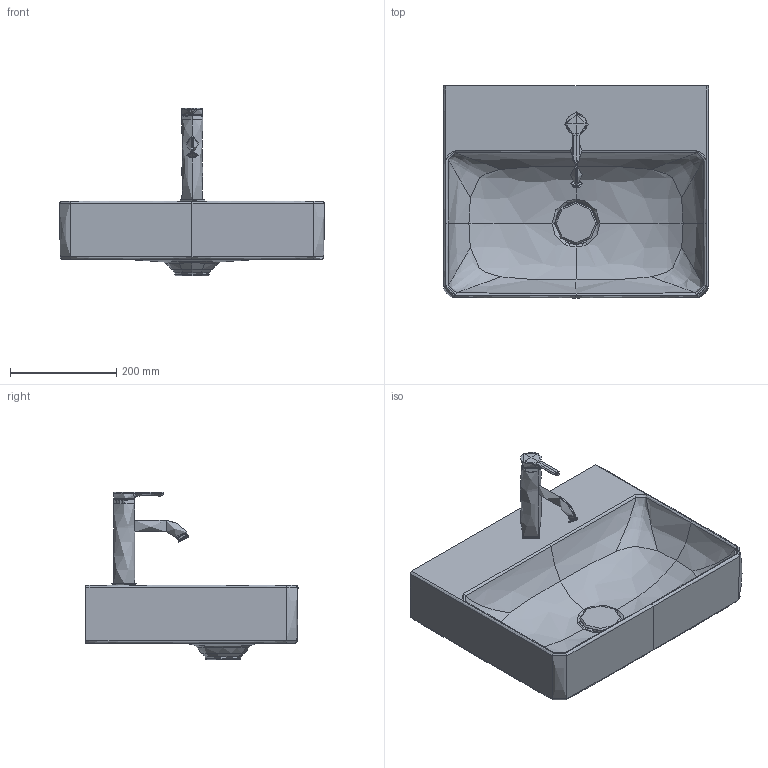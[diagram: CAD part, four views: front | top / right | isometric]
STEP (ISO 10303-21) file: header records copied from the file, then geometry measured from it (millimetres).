
FILE_DESCRIPTION(/* description */ (''),/* implementation_level */ '2;1');
FILE_NAME(/* name */ '235650',/* time_stamp */ '2022-02-22T10:54:00+01:00',/* author */ (''),/* organization */ (''),/* preprocessor_version */ 'ST-DEVELOPER v15',/* originating_system */ '',/* authorisation */ '');
FILE_SCHEMA (('AUTOMOTIVE_DESIGN'));
Length unit declared in the file: millimetre
Products named in the file (2): Document; Block 01
Assembly tree (1 placements, depth 2):
  Document
    Block 01
Bounding box: 499.88 x 399.94 x 316.19 mm (x, y, z)
Volume: 7482194.4 mm3; surface area: 791819 mm2
Topology: 3 solids, 490 shells, 874 faces, 3218 edges, 2776 vertices
Faces by surface type: bspline 724, plane 150
Entity records: 93846 total; most frequent: CARTESIAN_POINT 77496, ORIENTED_EDGE 4014, EDGE_CURVE 3149, VERTEX_POINT 2776, B_SPLINE_CURVE_WITH_KNOTS 1551, EDGE_LOOP 922, ADVANCED_FACE 874, FACE_OUTER_BOUND 874
